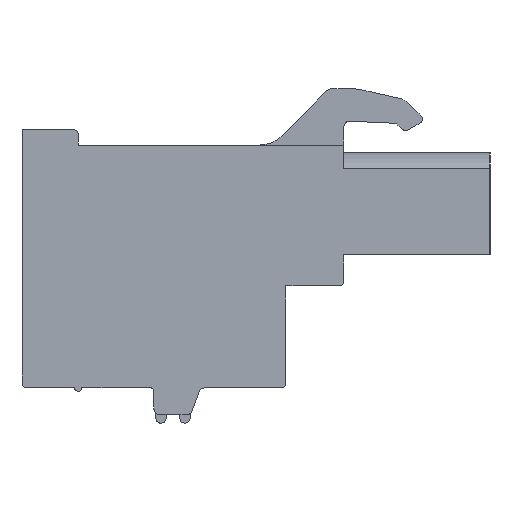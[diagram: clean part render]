
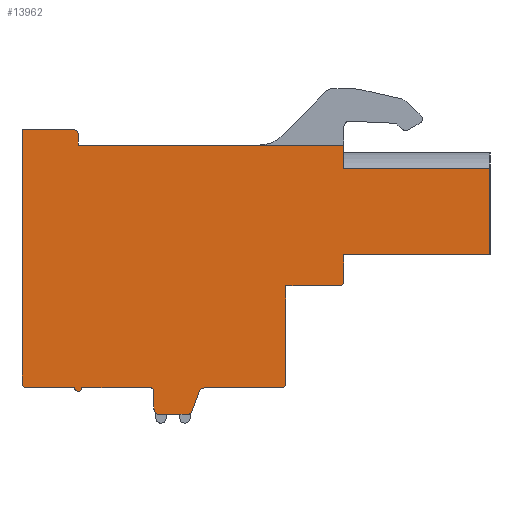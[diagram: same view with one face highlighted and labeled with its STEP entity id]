
A CAD part, left-side view. The second image highlights one B-rep face of the part: STEP entity #13962.
In plain terms, the highlighted planar face has unit normal (-1, 0, 0).
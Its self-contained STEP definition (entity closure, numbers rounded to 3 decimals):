
#1=CARTESIAN_POINT('',(0.,-5.36,-0.74));
#2=DIRECTION('',(-1.,0.,0.));
#3=DIRECTION('',(0.,0.,-1.));
#4=AXIS2_PLACEMENT_3D('',#1,#2,#3);
#6=CARTESIAN_POINT('',(0.,-2.06,-6.54));
#7=DIRECTION('',(1.,0.,0.));
#8=DIRECTION('',(0.,-1.,0.));
#9=AXIS2_PLACEMENT_3D('',#6,#7,#8);
#11=DIRECTION('',(0.,1.,0.));
#12=VECTOR('',#11,4.34);
#13=CARTESIAN_POINT('',(0.,-2.06,-6.84));
#14=LINE('',#13,#12);
#15=CARTESIAN_POINT('',(0.,2.28,-7.14));
#16=DIRECTION('',(-1.,0.,0.));
#17=DIRECTION('',(0.,0.,1.));
#18=AXIS2_PLACEMENT_3D('',#15,#16,#17);
#20=DIRECTION('',(0.,0.345,-0.939));
#21=VECTOR('',#20,1.179);
#22=CARTESIAN_POINT('',(0.,2.562,-7.037));
#23=LINE('',#22,#21);
#24=CARTESIAN_POINT('',(0.,3.25,-8.04));
#25=DIRECTION('',(1.,0.,0.));
#26=DIRECTION('',(0.,-0.939,-0.345));
#27=AXIS2_PLACEMENT_3D('',#24,#25,#26);
#29=DIRECTION('',(0.,1.,0.));
#30=VECTOR('',#29,1.59);
#31=CARTESIAN_POINT('',(0.,3.25,-8.34));
#32=LINE('',#31,#30);
#33=CARTESIAN_POINT('',(0.,4.84,-8.04));
#34=DIRECTION('',(1.,0.,0.));
#35=DIRECTION('',(0.,0.,-1.));
#36=AXIS2_PLACEMENT_3D('',#33,#34,#35);
#38=DIRECTION('',(0.,0.,1.));
#39=VECTOR('',#38,1.);
#40=CARTESIAN_POINT('',(0.,5.14,-8.04));
#41=LINE('',#40,#39);
#42=CARTESIAN_POINT('',(0.,5.34,-7.04));
#43=DIRECTION('',(-1.,0.,0.));
#44=DIRECTION('',(0.,-1.,0.));
#45=AXIS2_PLACEMENT_3D('',#42,#43,#44);
#47=DIRECTION('',(0.,1.,0.));
#48=VECTOR('',#47,3.9);
#49=CARTESIAN_POINT('',(0.,5.34,-6.84));
#50=LINE('',#49,#48);
#51=CARTESIAN_POINT('',(0.,9.44,-6.84));
#52=DIRECTION('',(1.,0.,0.));
#53=DIRECTION('',(0.,-1.,0.));
#54=AXIS2_PLACEMENT_3D('',#51,#52,#53);
#56=DIRECTION('',(0.,1.,0.));
#57=VECTOR('',#56,2.7);
#58=CARTESIAN_POINT('',(0.,9.64,-6.84));
#59=LINE('',#58,#57);
#60=CARTESIAN_POINT('',(0.,12.34,-6.54));
#61=DIRECTION('',(1.,0.,0.));
#62=DIRECTION('',(0.,0.,-1.));
#63=AXIS2_PLACEMENT_3D('',#60,#61,#62);
#65=DIRECTION('',(0.,0.,1.));
#66=VECTOR('',#65,0.5);
#67=CARTESIAN_POINT('',(0.,12.64,-6.54));
#68=LINE('',#67,#66);
#69=DIRECTION('',(0.,0.,1.));
#70=VECTOR('',#69,13.9);
#71=CARTESIAN_POINT('',(0.,12.64,-6.04));
#72=LINE('',#71,#70);
#73=DIRECTION('',(0.,-1.,0.));
#74=VECTOR('',#73,2.9);
#75=CARTESIAN_POINT('',(0.,12.64,7.86));
#76=LINE('',#75,#74);
#77=CARTESIAN_POINT('',(0.,9.74,7.56));
#78=DIRECTION('',(1.,0.,0.));
#79=DIRECTION('',(0.,0.,1.));
#80=AXIS2_PLACEMENT_3D('',#77,#78,#79);
#82=DIRECTION('',(0.,0.,-1.));
#83=VECTOR('',#82,0.6);
#84=CARTESIAN_POINT('',(0.,9.44,7.56));
#85=LINE('',#84,#83);
#86=DIRECTION('',(0.,-1.,0.));
#87=VECTOR('',#86,15.1);
#88=CARTESIAN_POINT('',(0.,9.44,6.96));
#89=LINE('',#88,#87);
#90=DIRECTION('',(0.,1.,0.));
#91=VECTOR('',#90,8.3);
#92=CARTESIAN_POINT('',(0.,-13.96,5.635));
#93=LINE('',#92,#91);
#94=DIRECTION('',(0.,1.,0.));
#95=VECTOR('',#94,8.3);
#96=CARTESIAN_POINT('',(0.,-13.96,0.73));
#97=LINE('',#96,#95);
#98=DIRECTION('',(0.,0.,-1.));
#99=VECTOR('',#98,1.47);
#100=CARTESIAN_POINT('',(0.,-5.66,0.73));
#101=LINE('',#100,#99);
#1146=DIRECTION('',(0.,0.,1.));
#1147=VECTOR('',#1146,4.905);
#1148=CARTESIAN_POINT('',(0.,-13.96,0.73));
#1149=LINE('',#1148,#1147);
#1839=DIRECTION('',(0.,0.,1.));
#1840=VECTOR('',#1839,1.325);
#1841=CARTESIAN_POINT('',(0.,-5.66,5.635));
#1842=LINE('',#1841,#1840);
#5643=DIRECTION('',(0.,0.,1.));
#5644=VECTOR('',#5643,5.5);
#5645=CARTESIAN_POINT('',(0.,-2.36,-6.54));
#5646=LINE('',#5645,#5644);
#5651=DIRECTION('',(0.,-1.,0.));
#5652=VECTOR('',#5651,3.);
#5653=CARTESIAN_POINT('',(0.,-2.36,-1.04));
#5654=LINE('',#5653,#5652);
#10585=CARTESIAN_POINT('',(0.,12.34,-6.84));
#10586=CARTESIAN_POINT('',(0.,12.64,-6.54));
#10587=VERTEX_POINT('',#10585);
#10588=VERTEX_POINT('',#10586);
#10589=CARTESIAN_POINT('',(0.,12.64,-6.04));
#10590=VERTEX_POINT('',#10589);
#10591=CARTESIAN_POINT('',(0.,12.64,7.86));
#10592=VERTEX_POINT('',#10591);
#10593=CARTESIAN_POINT('',(0.,9.74,7.86));
#10594=VERTEX_POINT('',#10593);
#10595=CARTESIAN_POINT('',(0.,9.44,7.56));
#10596=VERTEX_POINT('',#10595);
#10597=CARTESIAN_POINT('',(0.,9.44,6.96));
#10598=VERTEX_POINT('',#10597);
#10599=CARTESIAN_POINT('',(0.,-5.66,6.96));
#10600=VERTEX_POINT('',#10599);
#10601=CARTESIAN_POINT('',(0.,-13.96,0.73));
#10602=CARTESIAN_POINT('',(0.,-5.66,0.73));
#10603=VERTEX_POINT('',#10601);
#10604=VERTEX_POINT('',#10602);
#10605=CARTESIAN_POINT('',(0.,-2.36,-6.54));
#10606=CARTESIAN_POINT('',(0.,-2.06,-6.84));
#10607=VERTEX_POINT('',#10605);
#10608=VERTEX_POINT('',#10606);
#10609=CARTESIAN_POINT('',(0.,2.28,-6.84));
#10610=VERTEX_POINT('',#10609);
#10611=CARTESIAN_POINT('',(0.,2.562,-7.037));
#10612=VERTEX_POINT('',#10611);
#10613=CARTESIAN_POINT('',(0.,2.968,-8.143));
#10614=VERTEX_POINT('',#10613);
#10615=CARTESIAN_POINT('',(0.,3.25,-8.34));
#10616=VERTEX_POINT('',#10615);
#10617=CARTESIAN_POINT('',(0.,4.84,-8.34));
#10618=VERTEX_POINT('',#10617);
#10619=CARTESIAN_POINT('',(0.,5.14,-8.04));
#10620=VERTEX_POINT('',#10619);
#10621=CARTESIAN_POINT('',(0.,5.14,-7.04));
#10622=VERTEX_POINT('',#10621);
#10623=CARTESIAN_POINT('',(0.,5.34,-6.84));
#10624=VERTEX_POINT('',#10623);
#10625=CARTESIAN_POINT('',(0.,9.24,-6.84));
#10626=VERTEX_POINT('',#10625);
#10627=CARTESIAN_POINT('',(0.,9.64,-6.84));
#10628=VERTEX_POINT('',#10627);
#10921=CARTESIAN_POINT('',(0.,-13.96,5.635));
#10922=CARTESIAN_POINT('',(0.,-5.66,5.635));
#10923=VERTEX_POINT('',#10921);
#10924=VERTEX_POINT('',#10922);
#13753=CARTESIAN_POINT('',(0.,-5.36,-1.04));
#13754=CARTESIAN_POINT('',(0.,-5.66,-0.74));
#13755=VERTEX_POINT('',#13753);
#13756=VERTEX_POINT('',#13754);
#13757=CARTESIAN_POINT('',(0.,-2.36,-1.04));
#13758=VERTEX_POINT('',#13757);
#13901=CARTESIAN_POINT('',(0.,0.,0.));
#13902=DIRECTION('',(1.,0.,0.));
#13903=DIRECTION('',(0.,-1.,0.));
#13904=AXIS2_PLACEMENT_3D('',#13901,#13902,#13903);
#13905=PLANE('',#13904);
#13907=ORIENTED_EDGE('',*,*,#13906,.F.);
#13909=ORIENTED_EDGE('',*,*,#13908,.F.);
#13911=ORIENTED_EDGE('',*,*,#13910,.F.);
#13913=ORIENTED_EDGE('',*,*,#13912,.T.);
#13915=ORIENTED_EDGE('',*,*,#13914,.T.);
#13917=ORIENTED_EDGE('',*,*,#13916,.T.);
#13919=ORIENTED_EDGE('',*,*,#13918,.T.);
#13921=ORIENTED_EDGE('',*,*,#13920,.T.);
#13923=ORIENTED_EDGE('',*,*,#13922,.T.);
#13925=ORIENTED_EDGE('',*,*,#13924,.T.);
#13927=ORIENTED_EDGE('',*,*,#13926,.T.);
#13929=ORIENTED_EDGE('',*,*,#13928,.T.);
#13931=ORIENTED_EDGE('',*,*,#13930,.T.);
#13933=ORIENTED_EDGE('',*,*,#13932,.T.);
#13935=ORIENTED_EDGE('',*,*,#13934,.T.);
#13937=ORIENTED_EDGE('',*,*,#13936,.T.);
#13939=ORIENTED_EDGE('',*,*,#13938,.T.);
#13941=ORIENTED_EDGE('',*,*,#13940,.T.);
#13943=ORIENTED_EDGE('',*,*,#13942,.T.);
#13945=ORIENTED_EDGE('',*,*,#13944,.T.);
#13947=ORIENTED_EDGE('',*,*,#13946,.T.);
#13949=ORIENTED_EDGE('',*,*,#13948,.T.);
#13951=ORIENTED_EDGE('',*,*,#13950,.F.);
#13953=ORIENTED_EDGE('',*,*,#13952,.F.);
#13955=ORIENTED_EDGE('',*,*,#13954,.F.);
#13957=ORIENTED_EDGE('',*,*,#13956,.T.);
#13959=ORIENTED_EDGE('',*,*,#13958,.T.);
#13960=EDGE_LOOP('',(#13907,#13909,#13911,#13913,#13915,#13917,#13919,#13921,
#13923,#13925,#13927,#13929,#13931,#13933,#13935,#13937,#13939,#13941,#13943,
#13945,#13947,#13949,#13951,#13953,#13955,#13957,#13959));
#13961=FACE_OUTER_BOUND('',#13960,.F.);
#13962=ADVANCED_FACE('',(#13961),#13905,.F.);
#5=CIRCLE('',#4,0.3);
#10=CIRCLE('',#9,0.3);
#19=CIRCLE('',#18,0.3);
#28=CIRCLE('',#27,0.3);
#37=CIRCLE('',#36,0.3);
#46=CIRCLE('',#45,0.2);
#55=CIRCLE('',#54,0.2);
#64=CIRCLE('',#63,0.3);
#81=CIRCLE('',#80,0.3);
#13906=EDGE_CURVE('',#13755,#13756,#5,.T.);
#13908=EDGE_CURVE('',#13758,#13755,#5654,.T.);
#13910=EDGE_CURVE('',#10607,#13758,#5646,.T.);
#13912=EDGE_CURVE('',#10607,#10608,#10,.T.);
#13914=EDGE_CURVE('',#10608,#10610,#14,.T.);
#13916=EDGE_CURVE('',#10610,#10612,#19,.T.);
#13918=EDGE_CURVE('',#10612,#10614,#23,.T.);
#13920=EDGE_CURVE('',#10614,#10616,#28,.T.);
#13922=EDGE_CURVE('',#10616,#10618,#32,.T.);
#13924=EDGE_CURVE('',#10618,#10620,#37,.T.);
#13926=EDGE_CURVE('',#10620,#10622,#41,.T.);
#13928=EDGE_CURVE('',#10622,#10624,#46,.T.);
#13930=EDGE_CURVE('',#10624,#10626,#50,.T.);
#13932=EDGE_CURVE('',#10626,#10628,#55,.T.);
#13934=EDGE_CURVE('',#10628,#10587,#59,.T.);
#13936=EDGE_CURVE('',#10587,#10588,#64,.T.);
#13938=EDGE_CURVE('',#10588,#10590,#68,.T.);
#13940=EDGE_CURVE('',#10590,#10592,#72,.T.);
#13942=EDGE_CURVE('',#10592,#10594,#76,.T.);
#13944=EDGE_CURVE('',#10594,#10596,#81,.T.);
#13946=EDGE_CURVE('',#10596,#10598,#85,.T.);
#13948=EDGE_CURVE('',#10598,#10600,#89,.T.);
#13950=EDGE_CURVE('',#10924,#10600,#1842,.T.);
#13952=EDGE_CURVE('',#10923,#10924,#93,.T.);
#13954=EDGE_CURVE('',#10603,#10923,#1149,.T.);
#13956=EDGE_CURVE('',#10603,#10604,#97,.T.);
#13958=EDGE_CURVE('',#10604,#13756,#101,.T.);
